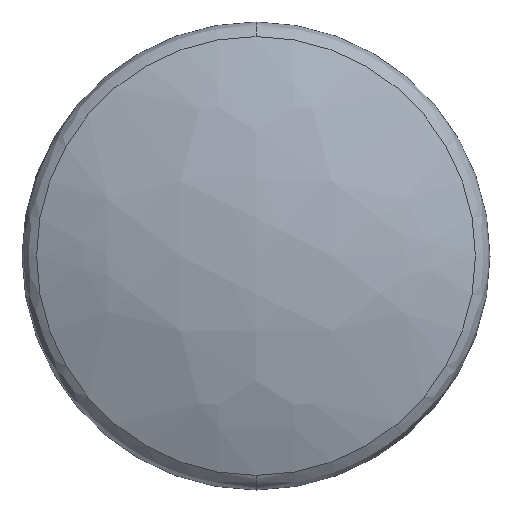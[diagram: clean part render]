
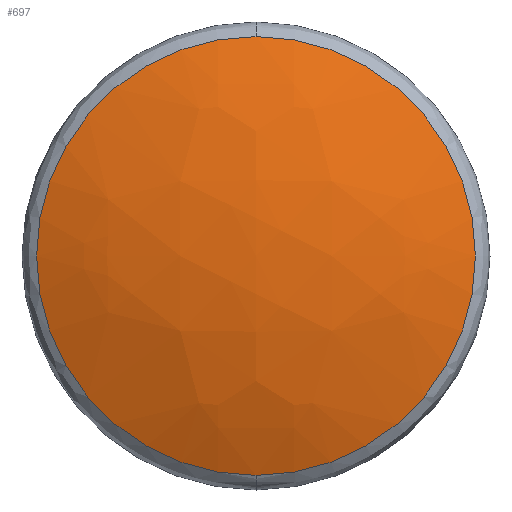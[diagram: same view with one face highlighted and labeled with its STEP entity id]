
A CAD part, front view. The second image highlights one B-rep face of the part: STEP entity #697.
In plain terms, the highlighted free-form (B-spline) face has degree [3, 3] with [4, 4] control points.
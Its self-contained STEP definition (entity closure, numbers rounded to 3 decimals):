
#34 = EDGE_CURVE ( 'NONE', #526, #661, #155, .T. ) ;
#66 = CIRCLE ( 'NONE', #736, 4.689 ) ;
#88 = CARTESIAN_POINT ( 'NONE',  ( -0.314, -3.357, -4.894 ) ) ;
#125 = CARTESIAN_POINT ( 'NONE',  ( -2., -3.082, 4.689 ) ) ;
#135 = CARTESIAN_POINT ( 'NONE',  ( -3.664, -4.675, -1.728 ) ) ;
#137 = CARTESIAN_POINT ( 'NONE',  ( -0.314, -4.675, 1.7 ) ) ;
#140 = CARTESIAN_POINT ( 'NONE',  ( 2.779, -3.353, 1.529 ) ) ;
#141 = CARTESIAN_POINT ( 'NONE',  ( -6.758, -2.185, 4.381 ) ) ;
#155 = CIRCLE ( 'NONE', #371, 4.689 ) ;
#196 = CARTESIAN_POINT ( 'NONE',  ( 2.779, -3.349, -1.553 ) ) ;
#259 = EDGE_CURVE ( 'NONE', #661, #526, #66, .T. ) ;
#270 = CARTESIAN_POINT ( 'NONE',  ( 2.779, -2.177, 4.378 ) ) ;
#271 = DIRECTION ( 'NONE',  ( 0., -1., 0. ) ) ;
#275 = DIRECTION ( 'NONE',  ( 0., 0., 1. ) ) ;
#322 = CARTESIAN_POINT ( 'NONE',  ( -0.314, -3.367, 4.869 ) ) ;
#328 = CARTESIAN_POINT ( 'NONE',  ( -3.664, -3.37, 4.87 ) ) ;
#371 = AXIS2_PLACEMENT_3D ( 'NONE', #551, #481, #275 ) ;
#374 =( BOUNDED_SURFACE ( )  B_SPLINE_SURFACE ( 3, 3, ( 
 ( #270, #140, #196, #760 ),
 ( #322, #137, #520, #88 ),
 ( #328, #532, #135, #585 ),
 ( #141, #590, #643, #523 ) ),
 .UNSPECIFIED., .F., .F., .F. ) 
 B_SPLINE_SURFACE_WITH_KNOTS ( ( 4, 4 ),
 ( 4, 4 ),
 ( 0., 1. ),
 ( 0., 1. ),
 .UNSPECIFIED. ) 
 GEOMETRIC_REPRESENTATION_ITEM ( )  RATIONAL_B_SPLINE_SURFACE ( (
 ( 1., 0.949, 0.949, 1.),
 ( 0.949, 0.901, 0.901, 0.949),
 ( 0.949, 0.901, 0.901, 0.949),
 ( 1., 0.949, 0.949, 1.) ) ) 
 REPRESENTATION_ITEM ( '' )  SURFACE ( )  );
#392 = CARTESIAN_POINT ( 'NONE',  ( -2., -3.082, -4.689 ) ) ;
#400 = DIRECTION ( 'NONE',  ( 0., 0., 1. ) ) ;
#481 = DIRECTION ( 'NONE',  ( 0., -1., 0. ) ) ;
#487 = ORIENTED_EDGE ( 'NONE', *, *, #259, .T. ) ;
#520 = CARTESIAN_POINT ( 'NONE',  ( -0.314, -4.672, -1.728 ) ) ;
#523 = CARTESIAN_POINT ( 'NONE',  ( -6.758, -2.175, -4.403 ) ) ;
#526 = VERTEX_POINT ( 'NONE', #125 ) ;
#532 = CARTESIAN_POINT ( 'NONE',  ( -3.664, -4.678, 1.701 ) ) ;
#551 = CARTESIAN_POINT ( 'NONE',  ( -2., -3.082, 0. ) ) ;
#585 = CARTESIAN_POINT ( 'NONE',  ( -3.664, -3.36, -4.895 ) ) ;
#590 = CARTESIAN_POINT ( 'NONE',  ( -6.758, -3.361, 1.53 ) ) ;
#643 = CARTESIAN_POINT ( 'NONE',  ( -6.758, -3.358, -1.555 ) ) ;
#659 = EDGE_LOOP ( 'NONE', ( #693, #487 ) ) ;
#661 = VERTEX_POINT ( 'NONE', #392 ) ;
#693 = ORIENTED_EDGE ( 'NONE', *, *, #34, .T. ) ;
#697 = ADVANCED_FACE ( 'NONE', ( #789 ), #374, .T. ) ;
#715 = CARTESIAN_POINT ( 'NONE',  ( -2., -3.082, 0. ) ) ;
#736 = AXIS2_PLACEMENT_3D ( 'NONE', #715, #271, #400 ) ;
#760 = CARTESIAN_POINT ( 'NONE',  ( 2.779, -2.168, -4.4 ) ) ;
#789 = FACE_OUTER_BOUND ( 'NONE', #659, .T. ) ;
